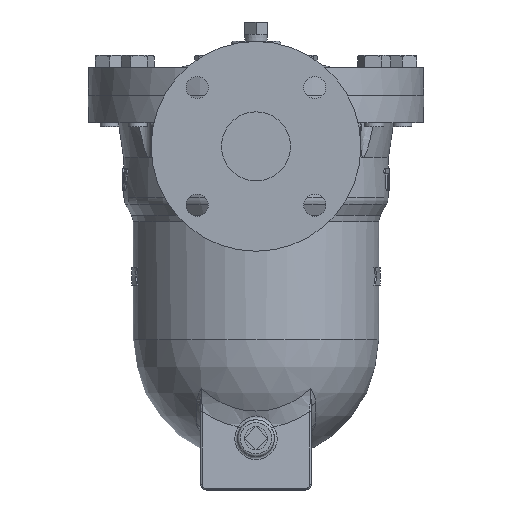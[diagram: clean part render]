
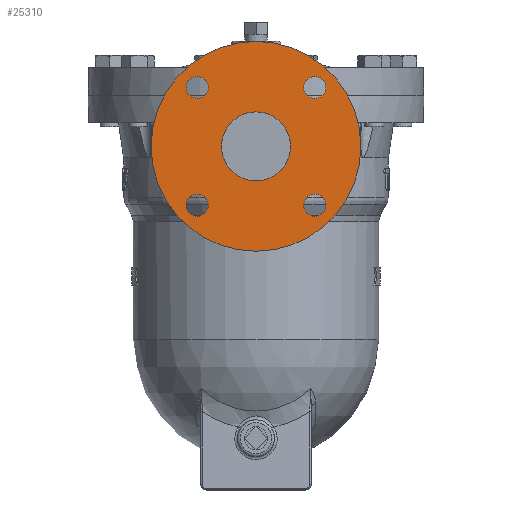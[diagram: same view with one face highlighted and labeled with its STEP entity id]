
A CAD part, left-side view. The second image highlights one B-rep face of the part: STEP entity #25310.
In plain terms, the highlighted planar face has unit normal (-1, 0, 0).
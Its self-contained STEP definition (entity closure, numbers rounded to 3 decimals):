
#24870=CARTESIAN_POINT('',(-171.,0.0,39.));
#24871=VERTEX_POINT('',#24870);
#24872=CARTESIAN_POINT('',(-171.0,0.0,-37.));
#24873=DIRECTION('',(-1.0,0.0,0.0));
#24874=DIRECTION('',(0.0,0.0,1.0));
#24875=AXIS2_PLACEMENT_3D('',#24872,#24873,#24874);
#24876=CIRCLE('',#24875,76.);
#24877=EDGE_CURVE('',#24871,#24871,#24876,.T.);
#24901=CARTESIAN_POINT('',(-171.0,0.,-12.));
#24902=VERTEX_POINT('',#24901);
#24903=CARTESIAN_POINT('',(-171.0,0.0,-37.));
#24904=DIRECTION('',(1.0,0.0,0.0));
#24905=DIRECTION('',(0.0,0.0,-1.0));
#24906=AXIS2_PLACEMENT_3D('',#24903,#24904,#24905);
#24907=CIRCLE('',#24906,25.0);
#24908=EDGE_CURVE('',#24902,#24902,#24907,.T.);
#24948=CARTESIAN_POINT('',(-171.0,-50.639,5.639));
#24949=VERTEX_POINT('',#24948);
#24950=CARTESIAN_POINT('',(-171.0,-42.639,5.639));
#24951=DIRECTION('',(1.0,0.0,0.0));
#24952=DIRECTION('',(0.0,-1.0,0.0));
#24953=AXIS2_PLACEMENT_3D('',#24950,#24951,#24952);
#24954=CIRCLE('',#24953,8.0);
#24955=EDGE_CURVE('',#24949,#24949,#24954,.T.);
#24989=CARTESIAN_POINT('',(-171.0,-42.639,-87.639));
#24990=VERTEX_POINT('',#24989);
#24991=CARTESIAN_POINT('',(-171.0,-42.639,-79.639));
#24992=DIRECTION('',(1.0,0.0,0.0));
#24993=DIRECTION('',(0.0,0.0,-1.0));
#24994=AXIS2_PLACEMENT_3D('',#24991,#24992,#24993);
#24995=CIRCLE('',#24994,8.0);
#24996=EDGE_CURVE('',#24990,#24990,#24995,.T.);
#25030=CARTESIAN_POINT('',(-171.0,50.639,-79.639));
#25031=VERTEX_POINT('',#25030);
#25032=CARTESIAN_POINT('',(-171.0,42.639,-79.639));
#25033=DIRECTION('',(1.0,0.0,0.0));
#25034=DIRECTION('',(0.0,1.0,0.0));
#25035=AXIS2_PLACEMENT_3D('',#25032,#25033,#25034);
#25036=CIRCLE('',#25035,8.0);
#25037=EDGE_CURVE('',#25031,#25031,#25036,.T.);
#25071=CARTESIAN_POINT('',(-171.0,42.639,13.639));
#25072=VERTEX_POINT('',#25071);
#25073=CARTESIAN_POINT('',(-171.0,42.639,5.639));
#25074=DIRECTION('',(1.0,0.0,0.0));
#25075=DIRECTION('',(0.0,0.0,1.0));
#25076=AXIS2_PLACEMENT_3D('',#25073,#25074,#25075);
#25077=CIRCLE('',#25076,8.0);
#25078=EDGE_CURVE('',#25072,#25072,#25077,.T.);
#25287=CARTESIAN_POINT('',(-171.0,0.0,1.));
#25288=DIRECTION('',(-1.0,0.0,0.0));
#25289=DIRECTION('',(0.0,0.0,1.0));
#25290=AXIS2_PLACEMENT_3D('',#25287,#25288,#25289);
#25291=PLANE('',#25290);
#25292=ORIENTED_EDGE('',*,*,#24877,.T.);
#25293=EDGE_LOOP('',(#25292));
#25294=FACE_OUTER_BOUND('',#25293,.T.);
#25295=ORIENTED_EDGE('',*,*,#24908,.T.);
#25296=EDGE_LOOP('',(#25295));
#25297=FACE_BOUND('',#25296,.T.);
#25298=ORIENTED_EDGE('',*,*,#24955,.T.);
#25299=EDGE_LOOP('',(#25298));
#25300=FACE_BOUND('',#25299,.T.);
#25301=ORIENTED_EDGE('',*,*,#24996,.T.);
#25302=EDGE_LOOP('',(#25301));
#25303=FACE_BOUND('',#25302,.T.);
#25304=ORIENTED_EDGE('',*,*,#25037,.T.);
#25305=EDGE_LOOP('',(#25304));
#25306=FACE_BOUND('',#25305,.T.);
#25307=ORIENTED_EDGE('',*,*,#25078,.T.);
#25308=EDGE_LOOP('',(#25307));
#25309=FACE_BOUND('',#25308,.T.);
#25310=ADVANCED_FACE('',(#25294,#25297,#25300,#25303,#25306,#25309),#25291,.T.);
